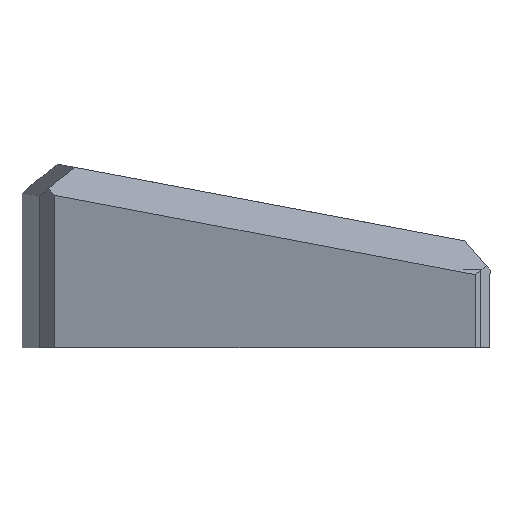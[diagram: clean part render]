
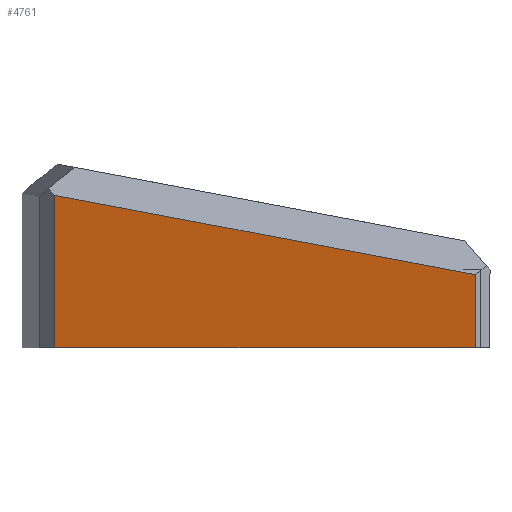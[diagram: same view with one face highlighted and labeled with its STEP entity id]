
A CAD part, left-side view. The second image highlights one B-rep face of the part: STEP entity #4761.
In plain terms, the highlighted planar face has unit normal (-0.957, 0.291, 0).
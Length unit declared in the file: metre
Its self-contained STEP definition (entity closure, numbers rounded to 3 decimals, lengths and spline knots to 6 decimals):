
#558=ORIENTED_EDGE('',*,*,#1997,.T.);
#559=ORIENTED_EDGE('',*,*,#1998,.T.);
#560=ORIENTED_EDGE('',*,*,#1977,.F.);
#561=ORIENTED_EDGE('',*,*,#1999,.T.);
#1977=EDGE_CURVE('',#2696,#2697,#3089,.T.);
#1997=EDGE_CURVE('',#2716,#2717,#3107,.T.);
#1998=EDGE_CURVE('',#2717,#2697,#3108,.T.);
#1999=EDGE_CURVE('',#2696,#2716,#3109,.T.);
#2696=VERTEX_POINT('',#6664);
#2697=VERTEX_POINT('',#6666);
#2716=VERTEX_POINT('',#6706);
#2717=VERTEX_POINT('',#6707);
#3089=LINE('',#6665,#3597);
#3107=LINE('',#6705,#3615);
#3108=LINE('',#6708,#3616);
#3109=LINE('',#6709,#3617);
#3597=VECTOR('',#5331,1.);
#3615=VECTOR('',#5355,1.);
#3616=VECTOR('',#5356,1.);
#3617=VECTOR('',#5357,1.);
#4014=EDGE_LOOP('',(#558,#559,#560,#561));
#4318=FACE_BOUND('',#4014,.T.);
#4602=PLANE('',#5043);
#4761=ADVANCED_FACE('',(#4318),#4602,.F.);
#5043=AXIS2_PLACEMENT_3D('',#6704,#5353,#5354);
#5331=DIRECTION('',(0.291,0.957,0.));
#5353=DIRECTION('',(0.957,-0.291,0.));
#5354=DIRECTION('',(-0.291,-0.957,0.));
#5355=DIRECTION('',(0.286,0.942,0.178));
#5356=DIRECTION('',(0.,0.,-1.));
#5357=DIRECTION('',(0.,0.,1.));
#6664=CARTESIAN_POINT('',(0.006137,-0.023003,-0.020876));
#6665=CARTESIAN_POINT('',(0.026698,0.044673,-0.020876));
#6666=CARTESIAN_POINT('',(0.026961,0.045537,-0.020876));
#6704=CARTESIAN_POINT('',(0.026698,0.044673,-0.005128));
#6705=CARTESIAN_POINT('',(0.026245,0.043182,0.003508));
#6706=CARTESIAN_POINT('',(0.006137,-0.023003,-0.008978));
#6707=CARTESIAN_POINT('',(0.026961,0.045537,0.003952));
#6708=CARTESIAN_POINT('',(0.026961,0.045537,-0.005128));
#6709=CARTESIAN_POINT('',(0.006137,-0.023003,-0.009437));
